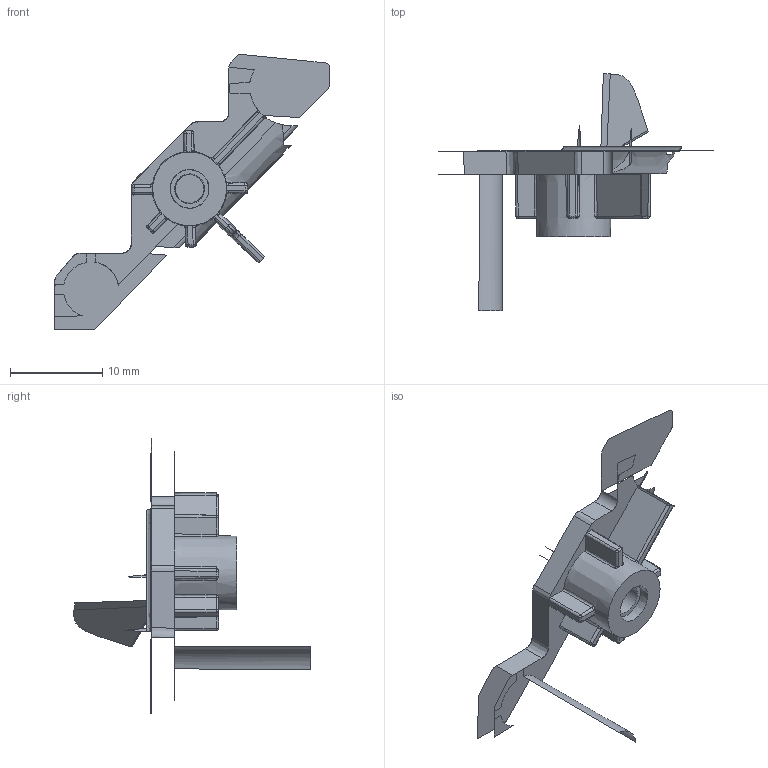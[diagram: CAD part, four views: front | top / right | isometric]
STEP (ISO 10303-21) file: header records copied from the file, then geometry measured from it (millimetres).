
FILE_DESCRIPTION(('Open CASCADE Model'),'2;1');
FILE_NAME('Open CASCADE Shape Model','2025-10-21T21:37:35',('Author'),( 'Open CASCADE'),'Open CASCADE STEP processor 7.7','Open CASCADE 7.7' ,'Unknown');
FILE_SCHEMA(('AUTOMOTIVE_DESIGN { 1 0 10303 214 1 1 1 1 }'));
Length unit declared in the file: millimetre
Products named in the file (135): Open CASCADE STEP translator 7.7 58; Open CASCADE STEP translator 7.7 58.1; Open CASCADE STEP translator 7.7 58.2; Open CASCADE STEP translator 7.7 58.3; Open CASCADE STEP translator 7.7 58.4; Open CASCADE STEP translator 7.7 58.5; Open CASCADE STEP translator 7.7 58.6; Open CASCADE STEP translator 7.7 58.7; Open CASCADE STEP translator 7.7 58.8; Open CASCADE STEP translator 7.7 58.9; Open CASCADE STEP translator 7.7 58.10; Open CASCADE STEP translator 7.7 58.11; Open CASCADE STEP translator 7.7 58.12; Open CASCADE STEP translator 7.7 58.13; Open CASCADE STEP translator 7.7 58.14; Open CASCADE STEP translator 7.7 58.15; Open CASCADE STEP translator 7.7 58.16; Open CASCADE STEP translator 7.7 58.17; Open CASCADE STEP translator 7.7 58.18; Open CASCADE STEP translator 7.7 58.19; Open CASCADE STEP translator 7.7 58.20; Open CASCADE STEP translator 7.7 58.21; Open CASCADE STEP translator 7.7 58.22; Open CASCADE STEP translator 7.7 58.23; Open CASCADE STEP translator 7.7 58.24; Open CASCADE STEP translator 7.7 58.25; Open CASCADE STEP translator 7.7 58.26; Open CASCADE STEP translator 7.7 58.27; Open CASCADE STEP translator 7.7 58.28; Open CASCADE STEP translator 7.7 58.29; Open CASCADE STEP translator 7.7 58.30; Open CASCADE STEP translator 7.7 58.31; Open CASCADE STEP translator 7.7 58.32; Open CASCADE STEP translator 7.7 58.33; Open CASCADE STEP translator 7.7 58.34; Open CASCADE STEP translator 7.7 58.35; Open CASCADE STEP translator 7.7 58.36; Open CASCADE STEP translator 7.7 58.37; Open CASCADE STEP translator 7.7 58.38; Open CASCADE STEP translator 7.7 58.39 ...
Assembly tree (134 placements, depth 2):
  Open CASCADE STEP translator 7.7 58
    Open CASCADE STEP translator 7.7 58.1
    Open CASCADE STEP translator 7.7 58.2
    Open CASCADE STEP translator 7.7 58.3
    Open CASCADE STEP translator 7.7 58.4
    Open CASCADE STEP translator 7.7 58.5
    Open CASCADE STEP translator 7.7 58.6
    Open CASCADE STEP translator 7.7 58.7
    Open CASCADE STEP translator 7.7 58.8
    Open CASCADE STEP translator 7.7 58.9
    Open CASCADE STEP translator 7.7 58.10
    Open CASCADE STEP translator 7.7 58.11
    Open CASCADE STEP translator 7.7 58.12
    Open CASCADE STEP translator 7.7 58.13
    Open CASCADE STEP translator 7.7 58.14
    Open CASCADE STEP translator 7.7 58.15
    Open CASCADE STEP translator 7.7 58.16
    Open CASCADE STEP translator 7.7 58.17
    Open CASCADE STEP translator 7.7 58.18
    Open CASCADE STEP translator 7.7 58.19
    Open CASCADE STEP translator 7.7 58.20
    Open CASCADE STEP translator 7.7 58.21
    Open CASCADE STEP translator 7.7 58.22
    Open CASCADE STEP translator 7.7 58.23
    Open CASCADE STEP translator 7.7 58.24
    Open CASCADE STEP translator 7.7 58.25
    Open CASCADE STEP translator 7.7 58.26
    Open CASCADE STEP translator 7.7 58.27
    Open CASCADE STEP translator 7.7 58.28
    Open CASCADE STEP translator 7.7 58.29
    Open CASCADE STEP translator 7.7 58.30
    Open CASCADE STEP translator 7.7 58.31
    Open CASCADE STEP translator 7.7 58.32
    Open CASCADE STEP translator 7.7 58.33
    Open CASCADE STEP translator 7.7 58.34
    Open CASCADE STEP translator 7.7 58.35
    Open CASCADE STEP translator 7.7 58.36
    Open CASCADE STEP translator 7.7 58.37
    Open CASCADE STEP translator 7.7 58.38
    Open CASCADE STEP translator 7.7 58.39
    Open CASCADE STEP translator 7.7 58.40
    Open CASCADE STEP translator 7.7 58.41
    Open CASCADE STEP translator 7.7 58.42
    Open CASCADE STEP translator 7.7 58.43
    Open CASCADE STEP translator 7.7 58.44
    Open CASCADE STEP translator 7.7 58.45
    Open CASCADE STEP translator 7.7 58.46
    Open CASCADE STEP translator 7.7 58.47
    Open CASCADE STEP translator 7.7 58.48
    Open CASCADE STEP translator 7.7 58.49
    Open CASCADE STEP translator 7.7 58.50
    Open CASCADE STEP translator 7.7 58.51
    Open CASCADE STEP translator 7.7 58.52
    Open CASCADE STEP translator 7.7 58.53
    Open CASCADE STEP translator 7.7 58.54
    Open CASCADE STEP translator 7.7 58.55
    Open CASCADE STEP translator 7.7 58.56
    Open CASCADE STEP translator 7.7 58.57
    Open CASCADE STEP translator 7.7 58.58
    Open CASCADE STEP translator 7.7 58.59
Bounding box: 29.87 x 25.74 x 29.94 mm (x, y, z)
Surface area: 1151 mm2 (no closed solid volume)
Topology: 0 solids, 134 shells, 134 faces, 720 edges, 705 vertices
Faces by surface type: bspline 72, plane 24, cylinder 16, sphere 10, cone 7, torus 5
Entity records: 20379 total; most frequent: CARTESIAN_POINT 10541, B_SPLINE_CURVE_WITH_KNOTS 1022, DIRECTION 936, ORIENTED_EDGE 715, PCURVE 715, DEFINITIONAL_REPRESENTATION 715, EDGE_CURVE 710, VERTEX_POINT 705
